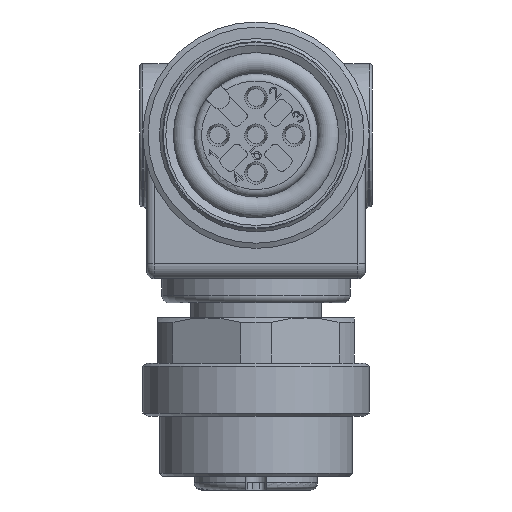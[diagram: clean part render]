
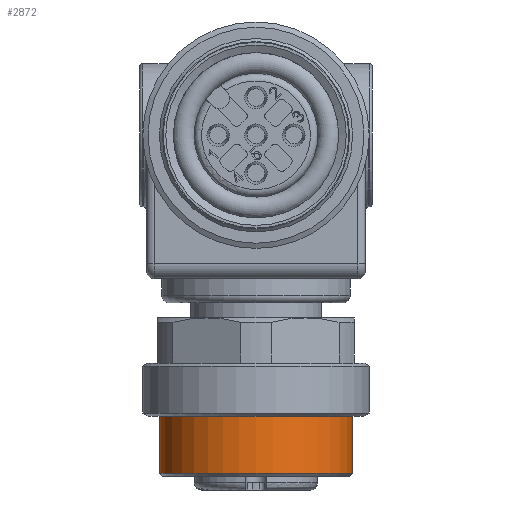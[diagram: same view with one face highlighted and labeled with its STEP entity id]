
A CAD part, front view. The second image highlights one B-rep face of the part: STEP entity #2872.
In plain terms, the highlighted cylindrical face has radius 6.4 mm (diameter 12.8 mm), a full revolution.
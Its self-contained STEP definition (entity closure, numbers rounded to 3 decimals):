
#2872=ADVANCED_FACE('',(#3559,#3560),#3383,.T.);
#3383=CYLINDRICAL_SURFACE('',#10145,6.4);
#3559=FACE_BOUND('',#3896,.T.);
#3560=FACE_BOUND('',#3897,.T.);
#3896=EDGE_LOOP('',(#4985));
#3897=EDGE_LOOP('',(#4986));
#4985=ORIENTED_EDGE('',*,*,#8371,.T.);
#4986=ORIENTED_EDGE('',*,*,#8372,.T.);
#7361=VERTEX_POINT('',#14254);
#7362=VERTEX_POINT('',#14256);
#8371=EDGE_CURVE('',#7361,#7361,#9608,.T.);
#8372=EDGE_CURVE('',#7362,#7362,#9609,.T.);
#9608=CIRCLE('',#10143,6.4);
#9609=CIRCLE('',#10144,6.4);
#10143=AXIS2_PLACEMENT_3D('',#14253,#11373,#11374);
#10144=AXIS2_PLACEMENT_3D('',#14255,#11375,#11376);
#10145=AXIS2_PLACEMENT_3D('',#14257,#11377,#11378);
#11373=DIRECTION('',(0.,0.,1.));
#11374=DIRECTION('',(0.866,0.5,0.));
#11375=DIRECTION('',(0.,0.,-1.));
#11376=DIRECTION('',(-0.5,0.866,0.));
#11377=DIRECTION('',(0.,0.,-1.));
#11378=DIRECTION('',(0.5,-0.866,0.));
#14253=CARTESIAN_POINT('',(0.,-6.971,-22.4));
#14254=CARTESIAN_POINT('',(5.543,-3.771,-22.4));
#14255=CARTESIAN_POINT('',(0.,-6.971,-18.6));
#14256=CARTESIAN_POINT('',(-3.2,-1.428,-18.6));
#14257=CARTESIAN_POINT('',(0.,-6.971,-22.6));
